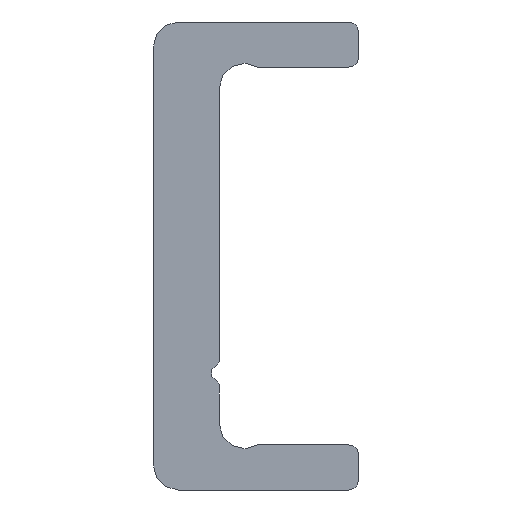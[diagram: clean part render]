
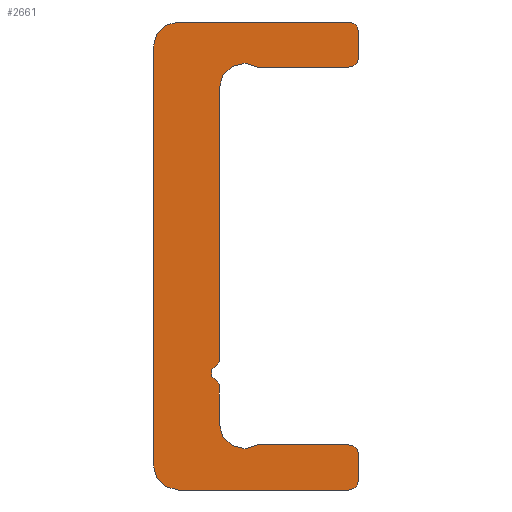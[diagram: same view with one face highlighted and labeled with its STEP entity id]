
A CAD part, left-side view. The second image highlights one B-rep face of the part: STEP entity #2661.
In plain terms, the highlighted planar face has unit normal (-1, 0, 0).
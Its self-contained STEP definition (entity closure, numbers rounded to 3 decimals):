
#1852=CARTESIAN_POINT('',(0.0,-6.15,-13.4));
#1853=VERTEX_POINT('',#1852);
#1860=CARTESIAN_POINT('',(0.0,-5.55,-14.));
#1861=VERTEX_POINT('',#1860);
#1862=CARTESIAN_POINT('',(0.0,-5.55,-13.4));
#1863=DIRECTION('',(1.0,0.0,0.0));
#1864=DIRECTION('',(0.0,-1.0,0.0));
#1865=AXIS2_PLACEMENT_3D('',#1862,#1863,#1864);
#1866=CIRCLE('',#1865,0.6);
#1867=EDGE_CURVE('',#1853,#1861,#1866,.T.);
#1891=CARTESIAN_POINT('',(0.0,-6.15,-11.9));
#1892=VERTEX_POINT('',#1891);
#1899=CARTESIAN_POINT('',(0.0,-6.15,-11.9));
#1900=DIRECTION('',(0.0,0.0,-1.0));
#1901=VECTOR('',#1900,1.5);
#1902=LINE('',#1899,#1901);
#1903=EDGE_CURVE('',#1892,#1853,#1902,.T.);
#1923=CARTESIAN_POINT('',(0.0,-5.55,-11.3));
#1924=VERTEX_POINT('',#1923);
#1931=CARTESIAN_POINT('',(0.0,-5.55,-11.9));
#1932=DIRECTION('',(1.0,0.0,0.0));
#1933=DIRECTION('',(0.0,0.0,1.0));
#1934=AXIS2_PLACEMENT_3D('',#1931,#1932,#1933);
#1935=CIRCLE('',#1934,0.6);
#1936=EDGE_CURVE('',#1924,#1892,#1935,.T.);
#1955=CARTESIAN_POINT('',(0.0,-0.098,-11.3));
#1956=VERTEX_POINT('',#1955);
#1963=CARTESIAN_POINT('',(0.0,-0.098,-11.3));
#1964=DIRECTION('',(0.0,-1.0,0.0));
#1965=VECTOR('',#1964,5.452);
#1966=LINE('',#1963,#1965);
#1967=EDGE_CURVE('',#1956,#1924,#1966,.T.);
#1987=CARTESIAN_POINT('',(0.0,2.2,-10.03));
#1988=VERTEX_POINT('',#1987);
#1995=CARTESIAN_POINT('',(0.0,0.7,-10.03));
#1996=DIRECTION('',(-1.0,0.0,0.0));
#1997=DIRECTION('',(0.0,0.532,0.847));
#1998=AXIS2_PLACEMENT_3D('',#1995,#1996,#1997);
#1999=CIRCLE('',#1998,1.5);
#2000=EDGE_CURVE('',#1988,#1956,#1999,.T.);
#2019=CARTESIAN_POINT('',(0.0,2.2,-7.707));
#2020=VERTEX_POINT('',#2019);
#2027=CARTESIAN_POINT('',(0.0,2.2,-7.707));
#2028=DIRECTION('',(0.0,0.0,-1.0));
#2029=VECTOR('',#2028,2.323);
#2030=LINE('',#2027,#2029);
#2031=EDGE_CURVE('',#2020,#1988,#2030,.T.);
#2051=CARTESIAN_POINT('',(0.0,2.367,-7.471));
#2052=VERTEX_POINT('',#2051);
#2059=CARTESIAN_POINT('',(0.0,2.45,-7.707));
#2060=DIRECTION('',(1.0,0.0,0.0));
#2061=DIRECTION('',(0.0,-0.333,0.943));
#2062=AXIS2_PLACEMENT_3D('',#2059,#2060,#2061);
#2063=CIRCLE('',#2062,0.25);
#2064=EDGE_CURVE('',#2052,#2020,#2063,.T.);
#2084=CARTESIAN_POINT('',(0.0,2.367,-6.529));
#2085=VERTEX_POINT('',#2084);
#2092=CARTESIAN_POINT('',(0.0,2.2,-7.));
#2093=DIRECTION('',(-1.0,0.0,0.0));
#2094=DIRECTION('',(0.0,-0.333,0.943));
#2095=AXIS2_PLACEMENT_3D('',#2092,#2093,#2094);
#2096=CIRCLE('',#2095,0.5);
#2097=EDGE_CURVE('',#2085,#2052,#2096,.T.);
#2117=CARTESIAN_POINT('',(0.0,2.2,-6.293));
#2118=VERTEX_POINT('',#2117);
#2125=CARTESIAN_POINT('',(0.0,2.45,-6.293));
#2126=DIRECTION('',(1.0,0.0,0.0));
#2127=DIRECTION('',(0.0,-1.0,0.0));
#2128=AXIS2_PLACEMENT_3D('',#2125,#2126,#2127);
#2129=CIRCLE('',#2128,0.25);
#2130=EDGE_CURVE('',#2118,#2085,#2129,.T.);
#2149=CARTESIAN_POINT('',(0.0,2.2,10.03));
#2150=VERTEX_POINT('',#2149);
#2157=CARTESIAN_POINT('',(0.0,2.2,10.03));
#2158=DIRECTION('',(0.0,0.0,-1.0));
#2159=VECTOR('',#2158,16.323);
#2160=LINE('',#2157,#2159);
#2161=EDGE_CURVE('',#2150,#2118,#2160,.T.);
#2259=CARTESIAN_POINT('',(0.0,-0.098,11.3));
#2260=VERTEX_POINT('',#2259);
#2267=CARTESIAN_POINT('',(0.0,0.7,10.03));
#2268=DIRECTION('',(-1.0,0.0,0.0));
#2269=DIRECTION('',(0.0,-1.0,0.0));
#2270=AXIS2_PLACEMENT_3D('',#2267,#2268,#2269);
#2271=CIRCLE('',#2270,1.5);
#2272=EDGE_CURVE('',#2260,#2150,#2271,.T.);
#2291=CARTESIAN_POINT('',(0.0,-5.55,11.3));
#2292=VERTEX_POINT('',#2291);
#2299=CARTESIAN_POINT('',(0.0,-5.55,11.3));
#2300=DIRECTION('',(0.0,1.0,0.0));
#2301=VECTOR('',#2300,5.452);
#2302=LINE('',#2299,#2301);
#2303=EDGE_CURVE('',#2292,#2260,#2302,.T.);
#2323=CARTESIAN_POINT('',(0.0,-6.15,11.9));
#2324=VERTEX_POINT('',#2323);
#2331=CARTESIAN_POINT('',(0.0,-5.55,11.9));
#2332=DIRECTION('',(1.0,0.0,0.0));
#2333=DIRECTION('',(0.0,-1.0,0.0));
#2334=AXIS2_PLACEMENT_3D('',#2331,#2332,#2333);
#2335=CIRCLE('',#2334,0.6);
#2336=EDGE_CURVE('',#2324,#2292,#2335,.T.);
#2355=CARTESIAN_POINT('',(0.0,-6.15,13.4));
#2356=VERTEX_POINT('',#2355);
#2363=CARTESIAN_POINT('',(0.0,-6.15,13.4));
#2364=DIRECTION('',(0.0,0.0,-1.0));
#2365=VECTOR('',#2364,1.5);
#2366=LINE('',#2363,#2365);
#2367=EDGE_CURVE('',#2356,#2324,#2366,.T.);
#2387=CARTESIAN_POINT('',(0.0,-5.55,14.));
#2388=VERTEX_POINT('',#2387);
#2395=CARTESIAN_POINT('',(0.0,-5.55,13.4));
#2396=DIRECTION('',(1.0,0.0,0.0));
#2397=DIRECTION('',(0.0,0.0,1.0));
#2398=AXIS2_PLACEMENT_3D('',#2395,#2396,#2397);
#2399=CIRCLE('',#2398,0.6);
#2400=EDGE_CURVE('',#2388,#2356,#2399,.T.);
#2419=CARTESIAN_POINT('',(0.0,4.65,14.));
#2420=VERTEX_POINT('',#2419);
#2427=CARTESIAN_POINT('',(0.0,4.65,14.));
#2428=DIRECTION('',(0.0,-1.0,0.0));
#2429=VECTOR('',#2428,10.2);
#2430=LINE('',#2427,#2429);
#2431=EDGE_CURVE('',#2420,#2388,#2430,.T.);
#2451=CARTESIAN_POINT('',(0.0,6.15,12.5));
#2452=VERTEX_POINT('',#2451);
#2459=CARTESIAN_POINT('',(0.0,4.65,12.5));
#2460=DIRECTION('',(1.0,0.0,0.0));
#2461=DIRECTION('',(0.0,1.0,0.0));
#2462=AXIS2_PLACEMENT_3D('',#2459,#2460,#2461);
#2463=CIRCLE('',#2462,1.5);
#2464=EDGE_CURVE('',#2452,#2420,#2463,.T.);
#2483=CARTESIAN_POINT('',(0.0,6.15,-12.5));
#2484=VERTEX_POINT('',#2483);
#2491=CARTESIAN_POINT('',(0.0,6.15,-12.5));
#2492=DIRECTION('',(0.0,0.0,1.0));
#2493=VECTOR('',#2492,25.);
#2494=LINE('',#2491,#2493);
#2495=EDGE_CURVE('',#2484,#2452,#2494,.T.);
#2593=CARTESIAN_POINT('',(0.0,4.65,-14.));
#2594=VERTEX_POINT('',#2593);
#2601=CARTESIAN_POINT('',(0.0,4.65,-12.5));
#2602=DIRECTION('',(1.0,0.0,0.0));
#2603=DIRECTION('',(0.0,0.0,-1.0));
#2604=AXIS2_PLACEMENT_3D('',#2601,#2602,#2603);
#2605=CIRCLE('',#2604,1.5);
#2606=EDGE_CURVE('',#2594,#2484,#2605,.T.);
#2624=CARTESIAN_POINT('',(0.0,-5.55,-14.));
#2625=DIRECTION('',(0.0,1.0,0.0));
#2626=VECTOR('',#2625,10.2);
#2627=LINE('',#2624,#2626);
#2628=EDGE_CURVE('',#1861,#2594,#2627,.T.);
#2634=CARTESIAN_POINT('',(0.0,1.616,-0.032));
#2635=DIRECTION('',(1.0,0.0,0.0));
#2636=DIRECTION('',(0.0,0.0,-1.0));
#2637=AXIS2_PLACEMENT_3D('',#2634,#2635,#2636);
#2638=PLANE('',#2637);
#2639=ORIENTED_EDGE('',*,*,#2628,.F.);
#2640=ORIENTED_EDGE('',*,*,#1867,.F.);
#2641=ORIENTED_EDGE('',*,*,#1903,.F.);
#2642=ORIENTED_EDGE('',*,*,#1936,.F.);
#2643=ORIENTED_EDGE('',*,*,#1967,.F.);
#2644=ORIENTED_EDGE('',*,*,#2000,.F.);
#2645=ORIENTED_EDGE('',*,*,#2031,.F.);
#2646=ORIENTED_EDGE('',*,*,#2064,.F.);
#2647=ORIENTED_EDGE('',*,*,#2097,.F.);
#2648=ORIENTED_EDGE('',*,*,#2130,.F.);
#2649=ORIENTED_EDGE('',*,*,#2161,.F.);
#2650=ORIENTED_EDGE('',*,*,#2272,.F.);
#2651=ORIENTED_EDGE('',*,*,#2303,.F.);
#2652=ORIENTED_EDGE('',*,*,#2336,.F.);
#2653=ORIENTED_EDGE('',*,*,#2367,.F.);
#2654=ORIENTED_EDGE('',*,*,#2400,.F.);
#2655=ORIENTED_EDGE('',*,*,#2431,.F.);
#2656=ORIENTED_EDGE('',*,*,#2464,.F.);
#2657=ORIENTED_EDGE('',*,*,#2495,.F.);
#2658=ORIENTED_EDGE('',*,*,#2606,.F.);
#2659=EDGE_LOOP('',(#2639,#2640,#2641,#2642,#2643,#2644,#2645,#2646,#2647,#2648,#2649,#2650,#2651,#2652,#2653,#2654,#2655,#2656,#2657,#2658));
#2660=FACE_OUTER_BOUND('',#2659,.T.);
#2661=ADVANCED_FACE('',(#2660),#2638,.F.);
